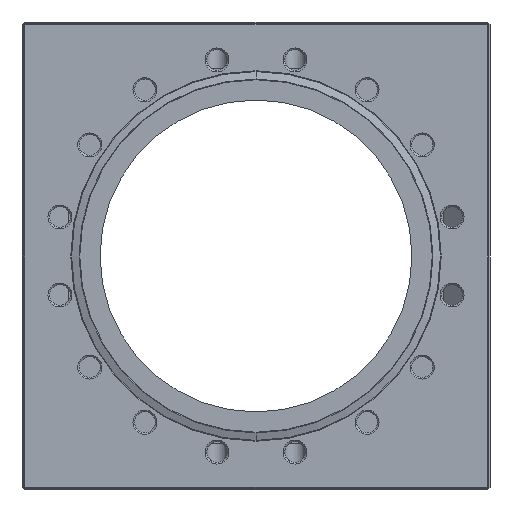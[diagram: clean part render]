
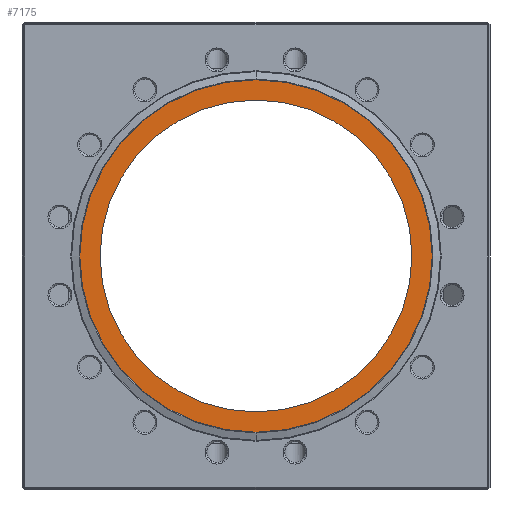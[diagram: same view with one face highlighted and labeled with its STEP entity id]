
A CAD part, left-side view. The second image highlights one B-rep face of the part: STEP entity #7175.
In plain terms, the highlighted face is planar.
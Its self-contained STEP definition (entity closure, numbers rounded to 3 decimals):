
#595 = ORIENTED_EDGE ( 'NONE', *, *, #7086, .F. ) ;
#791 = CARTESIAN_POINT ( 'NONE',  ( 0., -1.2, -50.8 ) ) ;
#809 = CARTESIAN_POINT ( 'NONE',  ( 0., -1.2, -57.432 ) ) ;
#1256 = VERTEX_POINT ( 'NONE', #791 ) ;
#1274 = VERTEX_POINT ( 'NONE', #809 ) ;
#1362 = ORIENTED_EDGE ( 'NONE', *, *, #7124, .T. ) ;
#1421 = ORIENTED_EDGE ( 'NONE', *, *, #7089, .T. ) ;
#1827 = CARTESIAN_POINT ( 'NONE',  ( 0., -1.2, 0. ) ) ;
#1829 = DIRECTION ( 'NONE',  ( 0., 1., 0. ) ) ;
#1831 = DIRECTION ( 'NONE',  ( 0., 0., 1. ) ) ;
#1855 = CARTESIAN_POINT ( 'NONE',  ( 0., -1.2, 0. ) ) ;
#1856 = DIRECTION ( 'NONE',  ( 0., 1., 0. ) ) ;
#1857 = DIRECTION ( 'NONE',  ( 0., 0., 1. ) ) ;
#1869 = EDGE_LOOP ( 'NONE', ( #595, #5342 ) ) ;
#2055 = CARTESIAN_POINT ( 'NONE',  ( 0., -1.2, 0. ) ) ;
#2056 = DIRECTION ( 'NONE',  ( 0., 1., 0. ) ) ;
#2057 = DIRECTION ( 'NONE',  ( 0., 0., 1. ) ) ;
#2115 = CARTESIAN_POINT ( 'NONE',  ( 0., -1.2, 0. ) ) ;
#2116 = DIRECTION ( 'NONE',  ( 0., 1., 0. ) ) ;
#2117 = DIRECTION ( 'NONE',  ( 0., 0., 1. ) ) ;
#2387 = DIRECTION ( 'NONE',  ( 0., 1., 0. ) ) ;
#2389 = CARTESIAN_POINT ( 'NONE',  ( -50.8, -1.2, 0. ) ) ;
#2390 = FACE_OUTER_BOUND ( 'NONE', #4108, .T. ) ;
#2392 = FACE_BOUND ( 'NONE', #1869, .T. ) ;
#2393 = PLANE ( 'NONE',  #2819 ) ;
#2395 = DIRECTION ( 'NONE',  ( 0., 0., 1. ) ) ;
#2819 = AXIS2_PLACEMENT_3D ( 'NONE', #2389, #2387, #2395 ) ;
#4108 = EDGE_LOOP ( 'NONE', ( #1421, #1362 ) ) ;
#4134 = VERTEX_POINT ( 'NONE', #5877 ) ;
#4306 = VERTEX_POINT ( 'NONE', #5930 ) ;
#5342 = ORIENTED_EDGE ( 'NONE', *, *, #7143, .F. ) ;
#5366 = CIRCLE ( 'NONE', #5369, 57.432 ) ;
#5369 = AXIS2_PLACEMENT_3D ( 'NONE', #2055, #2056, #2057 ) ;
#5390 = CIRCLE ( 'NONE', #5392, 50.8 ) ;
#5392 = AXIS2_PLACEMENT_3D ( 'NONE', #2115, #2116, #2117 ) ;
#5877 = CARTESIAN_POINT ( 'NONE',  ( 0., -1.2, 57.432 ) ) ;
#5930 = CARTESIAN_POINT ( 'NONE',  ( 0., -1.2, 50.8 ) ) ;
#6484 = CIRCLE ( 'NONE', #6486, 50.8 ) ;
#6486 = AXIS2_PLACEMENT_3D ( 'NONE', #1827, #1829, #1831 ) ;
#6489 = CIRCLE ( 'NONE', #6492, 57.432 ) ;
#6492 = AXIS2_PLACEMENT_3D ( 'NONE', #1855, #1856, #1857 ) ;
#7086 = EDGE_CURVE ( 'NONE', #4306, #1256, #6484, .T. ) ;
#7089 = EDGE_CURVE ( 'NONE', #4134, #1274, #6489, .T. ) ;
#7124 = EDGE_CURVE ( 'NONE', #1274, #4134, #5366, .T. ) ;
#7143 = EDGE_CURVE ( 'NONE', #1256, #4306, #5390, .T. ) ;
#7175 = ADVANCED_FACE ( 'NONE', ( #2390, #2392 ), #2393, .T. ) ;
